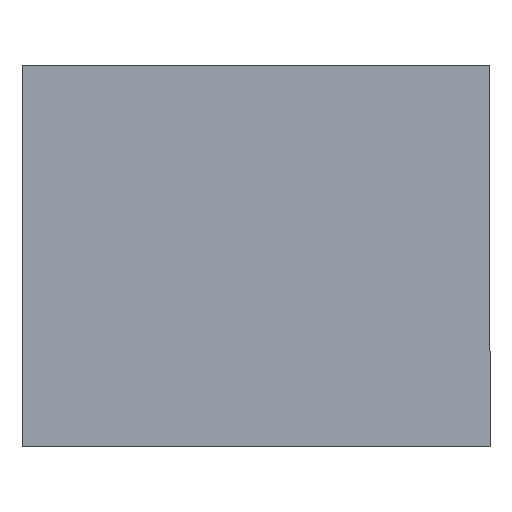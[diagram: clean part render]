
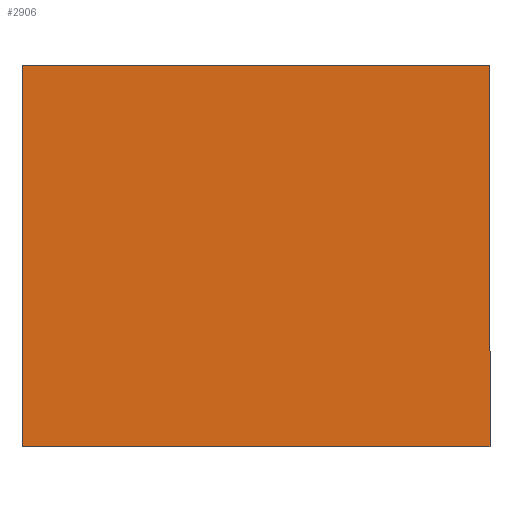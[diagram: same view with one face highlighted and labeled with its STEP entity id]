
A CAD part, top view. The second image highlights one B-rep face of the part: STEP entity #2906.
In plain terms, the highlighted planar face has unit normal (0, 0, 1).
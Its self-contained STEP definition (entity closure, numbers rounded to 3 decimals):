
#153 = PLANE ( 'NONE',  #2475 ) ;
#169 = VECTOR ( 'NONE', #2027, 1000. ) ;
#220 = CARTESIAN_POINT ( 'NONE',  ( 0., 0., 7. ) ) ;
#233 = LINE ( 'NONE', #1250, #169 ) ;
#464 = EDGE_CURVE ( 'NONE', #1220, #1705, #2807, .T. ) ;
#481 = FACE_OUTER_BOUND ( 'NONE', #1997, .T. ) ;
#492 = CARTESIAN_POINT ( 'NONE',  ( 5.65, 9.2, 7. ) ) ;
#528 = DIRECTION ( 'NONE',  ( 0., 1., 0. ) ) ;
#660 = LINE ( 'NONE', #2427, #1991 ) ;
#848 = VECTOR ( 'NONE', #1059, 1000. ) ;
#1059 = DIRECTION ( 'NONE',  ( 1., 0., 0. ) ) ;
#1220 = VERTEX_POINT ( 'NONE', #2738 ) ;
#1242 = DIRECTION ( 'NONE',  ( 0., 0., -1. ) ) ;
#1250 = CARTESIAN_POINT ( 'NONE',  ( -5.65, 9.2, 7. ) ) ;
#1329 = CARTESIAN_POINT ( 'NONE',  ( 5.65, 0., 7. ) ) ;
#1411 = ORIENTED_EDGE ( 'NONE', *, *, #2062, .T. ) ;
#1476 = ORIENTED_EDGE ( 'NONE', *, *, #464, .T. ) ;
#1518 = DIRECTION ( 'NONE',  ( -1., 0., 0. ) ) ;
#1638 = CARTESIAN_POINT ( 'NONE',  ( -5.65, 9.2, 7. ) ) ;
#1674 = DIRECTION ( 'NONE',  ( -1., 0., 0. ) ) ;
#1705 = VERTEX_POINT ( 'NONE', #1803 ) ;
#1803 = CARTESIAN_POINT ( 'NONE',  ( 5.65, 0., 7. ) ) ;
#1991 = VECTOR ( 'NONE', #1674, 1000. ) ;
#1997 = EDGE_LOOP ( 'NONE', ( #2990, #1476, #2363, #1411 ) ) ;
#2027 = DIRECTION ( 'NONE',  ( 0., -1., 0. ) ) ;
#2062 = EDGE_CURVE ( 'NONE', #3141, #3247, #660, .T. ) ;
#2363 = ORIENTED_EDGE ( 'NONE', *, *, #3155, .T. ) ;
#2427 = CARTESIAN_POINT ( 'NONE',  ( 5.65, 9.2, 7. ) ) ;
#2475 = AXIS2_PLACEMENT_3D ( 'NONE', #220, #1242, #1518 ) ;
#2738 = CARTESIAN_POINT ( 'NONE',  ( -5.65, 0., 7. ) ) ;
#2749 = LINE ( 'NONE', #492, #3025 ) ;
#2807 = LINE ( 'NONE', #1329, #848 ) ;
#2906 = ADVANCED_FACE ( 'NONE', ( #481 ), #153, .F. ) ;
#2990 = ORIENTED_EDGE ( 'NONE', *, *, #3174, .T. ) ;
#3025 = VECTOR ( 'NONE', #528, 1000. ) ;
#3026 = CARTESIAN_POINT ( 'NONE',  ( 5.65, 9.2, 7. ) ) ;
#3141 = VERTEX_POINT ( 'NONE', #3026 ) ;
#3155 = EDGE_CURVE ( 'NONE', #1705, #3141, #2749, .T. ) ;
#3174 = EDGE_CURVE ( 'NONE', #3247, #1220, #233, .T. ) ;
#3247 = VERTEX_POINT ( 'NONE', #1638 ) ;
